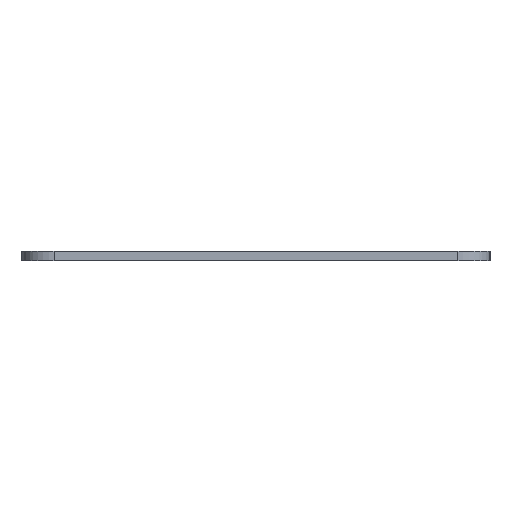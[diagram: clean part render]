
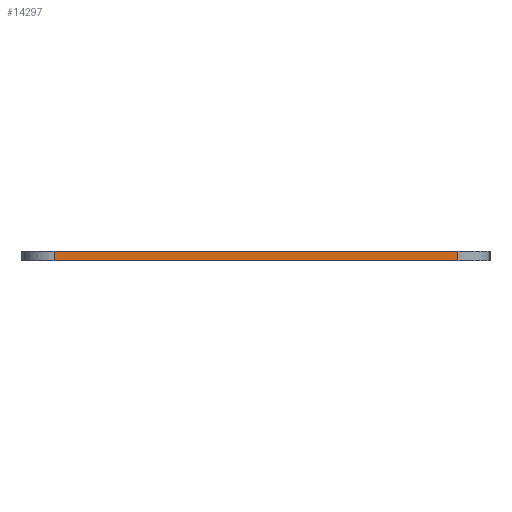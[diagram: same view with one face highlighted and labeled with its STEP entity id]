
A CAD part, left-side view. The second image highlights one B-rep face of the part: STEP entity #14297.
In plain terms, the highlighted planar face has unit normal (-1, 0, 0).
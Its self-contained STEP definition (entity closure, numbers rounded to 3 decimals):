
#3441=CARTESIAN_POINT('',(-220.55,62.913,11.));
#3442=VERTEX_POINT('',#3441);
#3450=CARTESIAN_POINT('',(-220.55,-62.913,11.));
#3451=VERTEX_POINT('',#3450);
#3452=CARTESIAN_POINT('',(-220.55,-62.913,11.));
#3453=DIRECTION('',(0.,1.,0.));
#3454=VECTOR('',#3453,125.825);
#3455=LINE('',#3452,#3454);
#3456=EDGE_CURVE('',#3451,#3442,#3455,.T.);
#9036=CARTESIAN_POINT('',(-220.55,-62.913,8.));
#9037=VERTEX_POINT('',#9036);
#9045=CARTESIAN_POINT('',(-220.55,62.913,8.));
#9046=VERTEX_POINT('',#9045);
#9047=CARTESIAN_POINT('',(-220.55,-62.913,8.));
#9048=DIRECTION('',(0.,1.,0.));
#9049=VECTOR('',#9048,125.825);
#9050=LINE('',#9047,#9049);
#9051=EDGE_CURVE('',#9037,#9046,#9050,.T.);
#14270=CARTESIAN_POINT('',(-220.55,62.913,11.));
#14271=DIRECTION('',(0.,0.,-1.));
#14272=VECTOR('',#14271,3.);
#14273=LINE('',#14270,#14272);
#14274=EDGE_CURVE('',#3442,#9046,#14273,.T.);
#14281=CARTESIAN_POINT('',(-220.55,-0.,11.));
#14282=DIRECTION('',(-1.,0.,0.));
#14283=DIRECTION('',(0.,0.,1.));
#14284=AXIS2_PLACEMENT_3D('',#14281,#14282,#14283);
#14285=PLANE('',#14284);
#14286=ORIENTED_EDGE('',*,*,#9051,.F.);
#14287=CARTESIAN_POINT('',(-220.55,-62.913,11.));
#14288=DIRECTION('',(-0.,-0.,-1.));
#14289=VECTOR('',#14288,3.);
#14290=LINE('',#14287,#14289);
#14291=EDGE_CURVE('',#3451,#9037,#14290,.T.);
#14292=ORIENTED_EDGE('',*,*,#14291,.F.);
#14293=ORIENTED_EDGE('',*,*,#3456,.T.);
#14294=ORIENTED_EDGE('',*,*,#14274,.T.);
#14295=EDGE_LOOP('',(#14286,#14292,#14293,#14294));
#14296=FACE_BOUND('',#14295,.T.);
#14297=ADVANCED_FACE('',(#14296),#14285,.T.);
